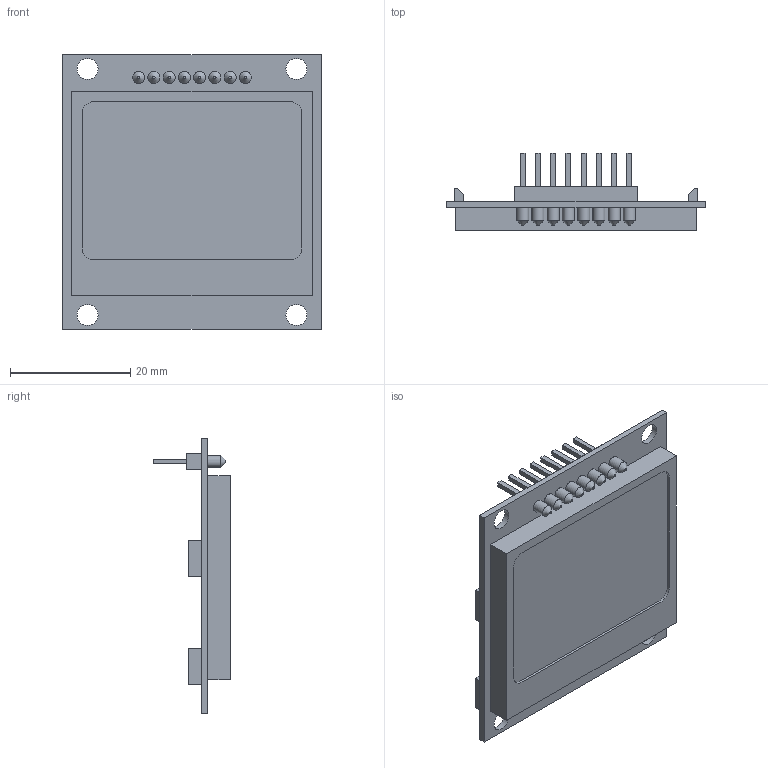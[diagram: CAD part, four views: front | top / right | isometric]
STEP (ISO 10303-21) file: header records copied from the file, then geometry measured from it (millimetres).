
FILE_DESCRIPTION(('FreeCAD Model'),'2;1');
FILE_NAME('Open CASCADE Shape Model','2024-11-07T09:39:21',('Author'),( ''),'Open CASCADE STEP processor 7.6','FreeCAD','Unknown');
FILE_SCHEMA(('AUTOMOTIVE_DESIGN { 1 0 10303 214 1 1 1 1 }'));
Length unit declared in the file: millimetre
Products named in the file (1): LCD002
Bounding box: 43 x 12.8 x 45.75 mm (x, y, z)
Volume: 7009.1 mm3; surface area: 5183 mm2
Topology: 1 solids, 1 shells, 117 faces, 268 edges, 176 vertices
Faces by surface type: plane 93, cylinder 16, cone 8
Full cylindrical faces by diameter (mm): 2 x8, 3.5 x4
Entity records: 3355 total; most frequent: CARTESIAN_POINT 562, DIRECTION 544, ORIENTED_EDGE 536, EDGE_CURVE 268, LINE 228, VECTOR 228, VERTEX_POINT 176, AXIS2_PLACEMENT_3D 158
